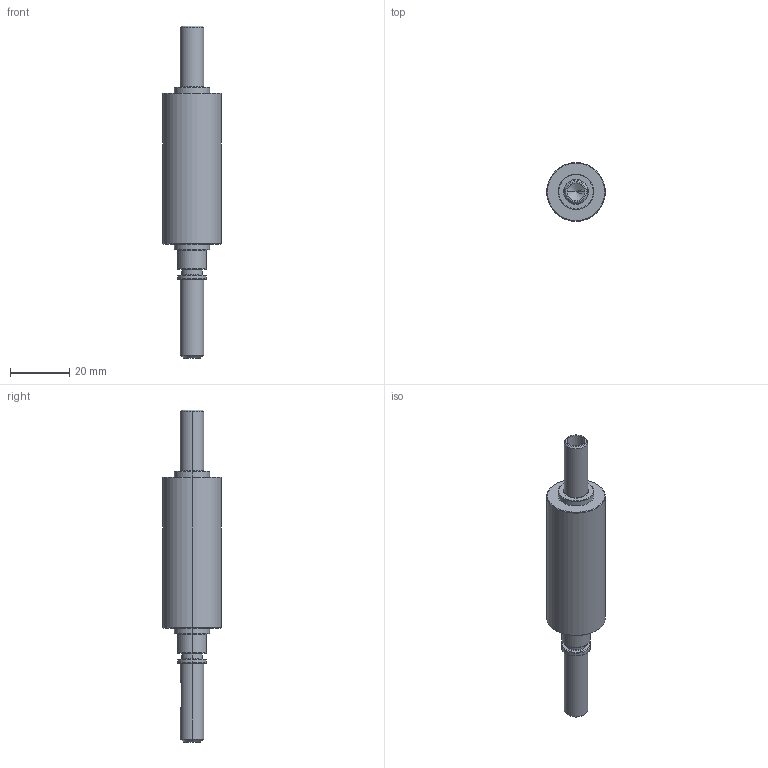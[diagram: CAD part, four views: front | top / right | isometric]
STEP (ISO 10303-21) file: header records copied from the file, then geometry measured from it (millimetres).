
FILE_DESCRIPTION (( 'STEP AP203' ), '1' );
FILE_NAME ('V2_ASV-1.4-USI_007-A-Axe_de_roue.STEP', '2024-03-04T09:29:53', ( '' ), ( '' ), 'SwSTEP 2.0', 'SolidWorks 2016', '' );
FILE_SCHEMA (( 'CONFIG_CONTROL_DESIGN' ));
Length unit declared in the file: millimetre
Products named in the file (1): V2_ASV-1.4-USI_007-A-Axe_de_roue
Bounding box: 19.8 x 19.8 x 112.2 mm (x, y, z)
Volume: 18839.3 mm3; surface area: 5655.7 mm2
Topology: 1 solids, 1 shells, 66 faces, 138 edges, 81 vertices
Faces by surface type: cylinder 22, torus 20, plane 14, cone 10
Entity records: 1863 total; most frequent: DIRECTION 356, CARTESIAN_POINT 320, ORIENTED_EDGE 272, AXIS2_PLACEMENT_3D 157, EDGE_CURVE 136, CIRCLE 90, VERTEX_POINT 81, EDGE_LOOP 75
